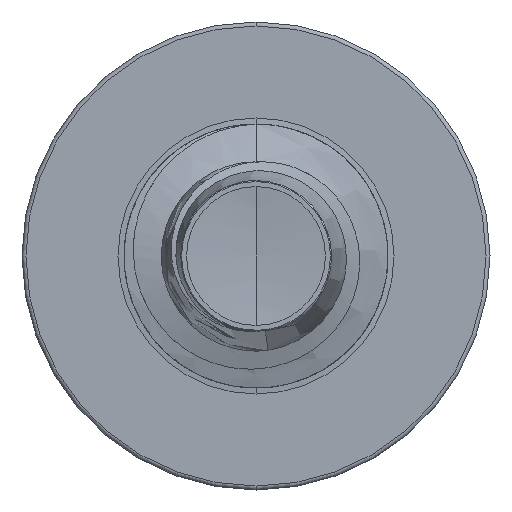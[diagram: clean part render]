
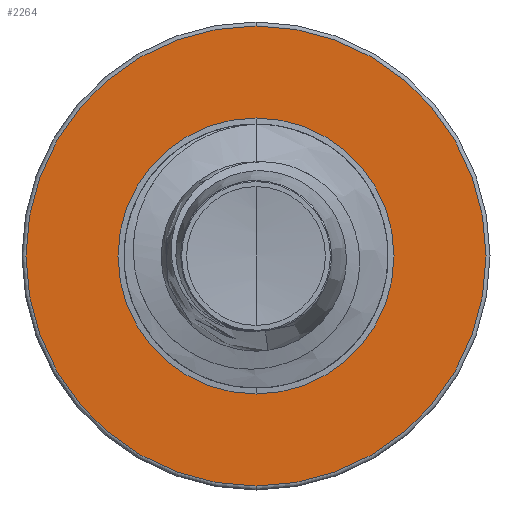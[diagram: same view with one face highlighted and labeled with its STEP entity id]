
A CAD part, front view. The second image highlights one B-rep face of the part: STEP entity #2264.
In plain terms, the highlighted planar face has unit normal (0, -1, 0).
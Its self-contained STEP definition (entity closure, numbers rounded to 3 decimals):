
#831 = DIRECTION ( 'NONE',  ( 0., 0., 1. ) ) ;
#872 = DIRECTION ( 'NONE',  ( 0., 1., 0. ) ) ;
#879 = CARTESIAN_POINT ( 'NONE',  ( 0., 10., 0. ) ) ;
#1035 = ORIENTED_EDGE ( 'NONE', *, *, #18521, .T. ) ;
#1655 = AXIS2_PLACEMENT_3D ( 'NONE', #14991, #14963, #14957 ) ;
#1932 = VERTEX_POINT ( 'NONE', #4513 ) ;
#2052 = CARTESIAN_POINT ( 'NONE',  ( 0., 10., -1.15 ) ) ;
#2264 = ADVANCED_FACE ( 'NONE', ( #14946, #22889 ), #3722, .F. ) ;
#2474 = CARTESIAN_POINT ( 'NONE',  ( 0., 10., 1.917 ) ) ;
#3340 = CIRCLE ( 'NONE', #5312, 1.917 ) ;
#3617 = DIRECTION ( 'NONE',  ( 0., 0., 1. ) ) ;
#3689 = CARTESIAN_POINT ( 'NONE',  ( 0., 10., -1.15 ) ) ;
#3722 = PLANE ( 'NONE',  #14799 ) ;
#3918 = DIRECTION ( 'NONE',  ( 0., 1., 0. ) ) ;
#4159 = CIRCLE ( 'NONE', #5370, 1.15 ) ;
#4513 = CARTESIAN_POINT ( 'NONE',  ( 0., 10., 1.15 ) ) ;
#4577 = AXIS2_PLACEMENT_3D ( 'NONE', #879, #872, #831 ) ;
#4714 = VERTEX_POINT ( 'NONE', #17285 ) ;
#5312 = AXIS2_PLACEMENT_3D ( 'NONE', #6664, #6626, #6595 ) ;
#5370 = AXIS2_PLACEMENT_3D ( 'NONE', #8140, #8102, #8070 ) ;
#6595 = DIRECTION ( 'NONE',  ( 0., 0., 1. ) ) ;
#6626 = DIRECTION ( 'NONE',  ( 0., 1., 0. ) ) ;
#6664 = CARTESIAN_POINT ( 'NONE',  ( 0., 10., 0. ) ) ;
#7292 = ORIENTED_EDGE ( 'NONE', *, *, #18585, .F. ) ;
#8070 = DIRECTION ( 'NONE',  ( 0., 0., 1. ) ) ;
#8102 = DIRECTION ( 'NONE',  ( 0., 1., 0. ) ) ;
#8140 = CARTESIAN_POINT ( 'NONE',  ( 0., 10., 0. ) ) ;
#12741 = CIRCLE ( 'NONE', #1655, 1.917 ) ;
#13000 = ORIENTED_EDGE ( 'NONE', *, *, #21685, .F. ) ;
#14799 = AXIS2_PLACEMENT_3D ( 'NONE', #3689, #3918, #3617 ) ;
#14946 = FACE_OUTER_BOUND ( 'NONE', #20478, .T. ) ;
#14957 = DIRECTION ( 'NONE',  ( 0., 0., 1. ) ) ;
#14963 = DIRECTION ( 'NONE',  ( 0., 1., 0. ) ) ;
#14991 = CARTESIAN_POINT ( 'NONE',  ( 0., 10., 0. ) ) ;
#15300 = EDGE_LOOP ( 'NONE', ( #17794, #1035 ) ) ;
#15506 = VERTEX_POINT ( 'NONE', #2474 ) ;
#16344 = VERTEX_POINT ( 'NONE', #2052 ) ;
#17285 = CARTESIAN_POINT ( 'NONE',  ( 0., 10., -1.917 ) ) ;
#17794 = ORIENTED_EDGE ( 'NONE', *, *, #19023, .T. ) ;
#18521 = EDGE_CURVE ( 'NONE', #16344, #1932, #4159, .T. ) ;
#18585 = EDGE_CURVE ( 'NONE', #15506, #4714, #3340, .T. ) ;
#19023 = EDGE_CURVE ( 'NONE', #1932, #16344, #25694, .T. ) ;
#20478 = EDGE_LOOP ( 'NONE', ( #7292, #13000 ) ) ;
#21685 = EDGE_CURVE ( 'NONE', #4714, #15506, #12741, .T. ) ;
#22889 = FACE_BOUND ( 'NONE', #15300, .T. ) ;
#25694 = CIRCLE ( 'NONE', #4577, 1.15 ) ;
